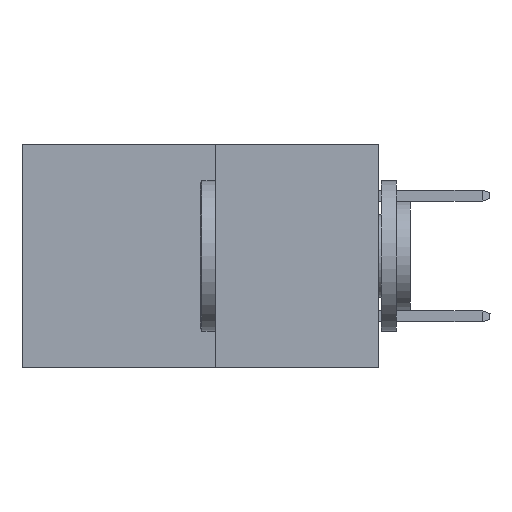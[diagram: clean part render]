
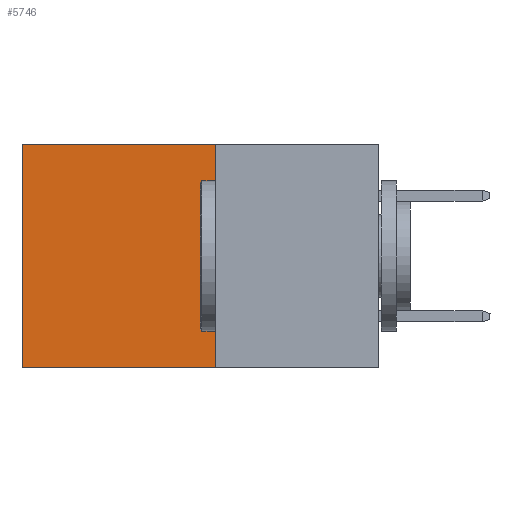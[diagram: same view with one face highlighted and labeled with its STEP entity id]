
A CAD part, left-side view. The second image highlights one B-rep face of the part: STEP entity #5746.
In plain terms, the highlighted planar face has unit normal (-1, 0, 0).
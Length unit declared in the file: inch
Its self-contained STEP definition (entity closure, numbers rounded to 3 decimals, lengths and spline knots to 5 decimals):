
#1046 = CARTESIAN_POINT ( 'NONE',  ( 0.277, 0.27, -0.37 ) ) ;
#1077 = VECTOR ( 'NONE', #6621, 39.37008 ) ;
#1834 = EDGE_CURVE ( 'NONE', #10191, #2260, #6379, .T. ) ;
#2008 = VECTOR ( 'NONE', #10544, 39.37008 ) ;
#2260 = VERTEX_POINT ( 'NONE', #5052 ) ;
#2475 = CARTESIAN_POINT ( 'NONE',  ( 0.277, 0.27, 0. ) ) ;
#2666 = DIRECTION ( 'NONE',  ( 0., 0., -1. ) ) ;
#2774 = DIRECTION ( 'NONE',  ( 1., 0., 0. ) ) ;
#2865 = EDGE_CURVE ( 'NONE', #5333, #2260, #3255, .T. ) ;
#2981 = PLANE ( 'NONE',  #9955 ) ;
#3255 = LINE ( 'NONE', #7939, #1077 ) ;
#4170 = EDGE_CURVE ( 'NONE', #6097, #10191, #8971, .T. ) ;
#4979 = CARTESIAN_POINT ( 'NONE',  ( 0.277, 0.59, 0. ) ) ;
#5052 = CARTESIAN_POINT ( 'NONE',  ( 0.277, 0.59, -0.37 ) ) ;
#5220 = ORIENTED_EDGE ( 'NONE', *, *, #2865, .T. ) ;
#5333 = VERTEX_POINT ( 'NONE', #4979 ) ;
#5465 = EDGE_LOOP ( 'NONE', ( #5220, #7433, #7661, #9658 ) ) ;
#5746 = ADVANCED_FACE ( 'NONE', ( #7527 ), #2981, .F. ) ;
#6097 = VERTEX_POINT ( 'NONE', #2475 ) ;
#6379 = LINE ( 'NONE', #1046, #8183 ) ;
#6463 = LINE ( 'NONE', #6775, #2008 ) ;
#6621 = DIRECTION ( 'NONE',  ( 0., 0., -1. ) ) ;
#6775 = CARTESIAN_POINT ( 'NONE',  ( 0.277, 0.27, 0. ) ) ;
#6897 = CARTESIAN_POINT ( 'NONE',  ( 0.277, 0.27, -0.37 ) ) ;
#7433 = ORIENTED_EDGE ( 'NONE', *, *, #1834, .F. ) ;
#7527 = FACE_OUTER_BOUND ( 'NONE', #5465, .T. ) ;
#7661 = ORIENTED_EDGE ( 'NONE', *, *, #4170, .F. ) ;
#7939 = CARTESIAN_POINT ( 'NONE',  ( 0.277, 0.59, -0.37 ) ) ;
#8052 = DIRECTION ( 'NONE',  ( 0., 0., -1. ) ) ;
#8183 = VECTOR ( 'NONE', #9838, 39.37008 ) ;
#8290 = CARTESIAN_POINT ( 'NONE',  ( 0.277, 0.27, -0.37 ) ) ;
#8971 = LINE ( 'NONE', #8290, #10496 ) ;
#9658 = ORIENTED_EDGE ( 'NONE', *, *, #10301, .T. ) ;
#9700 = CARTESIAN_POINT ( 'NONE',  ( 0.277, 0.27, -0.37 ) ) ;
#9838 = DIRECTION ( 'NONE',  ( 0., 1., 0. ) ) ;
#9955 = AXIS2_PLACEMENT_3D ( 'NONE', #6897, #2774, #2666 ) ;
#10191 = VERTEX_POINT ( 'NONE', #9700 ) ;
#10301 = EDGE_CURVE ( 'NONE', #6097, #5333, #6463, .T. ) ;
#10496 = VECTOR ( 'NONE', #8052, 39.37008 ) ;
#10544 = DIRECTION ( 'NONE',  ( 0., 1., 0. ) ) ;
